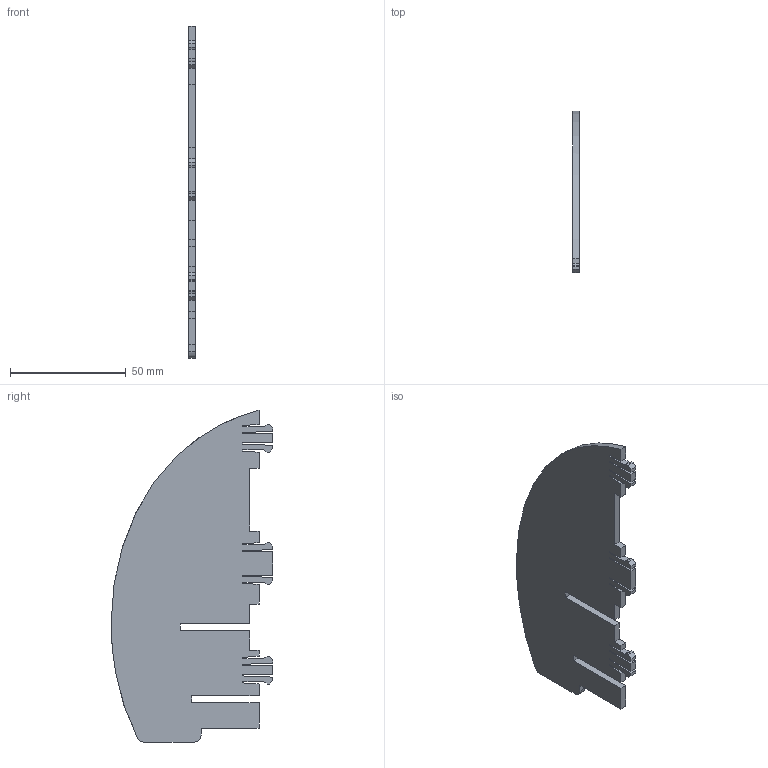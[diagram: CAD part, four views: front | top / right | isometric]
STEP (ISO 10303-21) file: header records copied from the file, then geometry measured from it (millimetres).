
FILE_DESCRIPTION (( 'STEP AP203' ), '1' );
FILE_NAME ('frame-4-4.step', '2015-02-17T13:03:56', ( 'Cesar' ), ( '' ), 'SwSTEP 2.0', 'SolidWorks 2013', '' );
FILE_SCHEMA (( 'CONFIG_CONTROL_DESIGN' ));
Length unit declared in the file: millimetre
Products named in the file (1): frame-4-4
Bounding box: 3 x 69.83 x 143.22 mm (x, y, z)
Volume: 21292.8 mm3; surface area: 16516.5 mm2
Topology: 1 solids, 1 shells, 98 faces, 288 edges, 192 vertices
Faces by surface type: plane 94, bspline 2, cylinder 2
Entity records: 3451 total; most frequent: CARTESIAN_POINT 771, ORIENTED_EDGE 576, DIRECTION 482, EDGE_CURVE 288, LINE 280, VECTOR 280, VERTEX_POINT 192, AXIS2_PLACEMENT_3D 101
